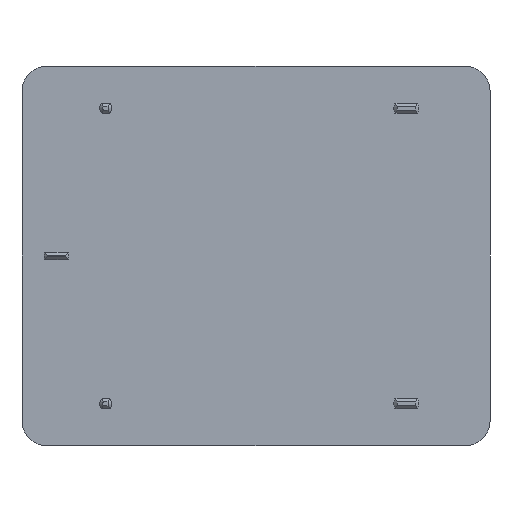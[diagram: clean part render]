
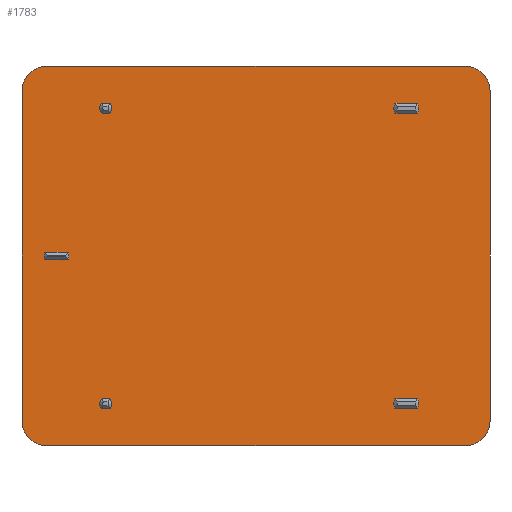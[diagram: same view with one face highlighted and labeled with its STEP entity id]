
A CAD part, front view. The second image highlights one B-rep face of the part: STEP entity #1783.
In plain terms, the highlighted planar face has unit normal (0, -1, 0).
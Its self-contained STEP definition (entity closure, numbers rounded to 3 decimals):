
#206=CARTESIAN_POINT('',(-2.942,0.0,13.9));
#207=VERTEX_POINT('',#206);
#214=CARTESIAN_POINT('',(-3.858,0.0,13.9));
#215=VERTEX_POINT('',#214);
#216=CARTESIAN_POINT('',(-3.858,0.0,13.9));
#217=DIRECTION('',(1.0,0.0,0.0));
#218=VECTOR('',#217,0.917);
#219=LINE('',#216,#218);
#220=EDGE_CURVE('',#215,#207,#219,.T.);
#237=CARTESIAN_POINT('',(-2.942,0.0,13.5));
#238=VERTEX_POINT('',#237);
#245=CARTESIAN_POINT('',(-3.4,0.0,13.7));
#246=DIRECTION('',(0.0,1.0,0.0));
#247=DIRECTION('',(-0.917,0.0,0.4));
#248=AXIS2_PLACEMENT_3D('',#245,#246,#247);
#249=CIRCLE('',#248,0.5);
#250=EDGE_CURVE('',#207,#238,#249,.T.);
#406=CARTESIAN_POINT('',(-2.942,0.0,1.9));
#407=VERTEX_POINT('',#406);
#414=CARTESIAN_POINT('',(-3.858,0.0,1.9));
#415=VERTEX_POINT('',#414);
#416=CARTESIAN_POINT('',(-3.858,0.0,1.9));
#417=DIRECTION('',(1.0,0.0,0.0));
#418=VECTOR('',#417,0.917);
#419=LINE('',#416,#418);
#420=EDGE_CURVE('',#415,#407,#419,.T.);
#437=CARTESIAN_POINT('',(-2.942,0.0,1.5));
#438=VERTEX_POINT('',#437);
#445=CARTESIAN_POINT('',(-3.4,0.0,1.7));
#446=DIRECTION('',(0.0,1.0,0.0));
#447=DIRECTION('',(-0.917,0.0,0.4));
#448=AXIS2_PLACEMENT_3D('',#445,#446,#447);
#449=CIRCLE('',#448,0.5);
#450=EDGE_CURVE('',#407,#438,#449,.T.);
#618=CARTESIAN_POINT('',(-15.75,0.0,1.5));
#619=VERTEX_POINT('',#618);
#626=CARTESIAN_POINT('',(-15.45,0.0,1.5));
#627=VERTEX_POINT('',#626);
#628=CARTESIAN_POINT('',(-15.45,0.0,1.5));
#629=DIRECTION('',(-1.0,0.0,0.0));
#630=VECTOR('',#629,0.3);
#631=LINE('',#628,#630);
#632=EDGE_CURVE('',#627,#619,#631,.T.);
#649=CARTESIAN_POINT('',(-15.75,0.0,1.9));
#650=VERTEX_POINT('',#649);
#657=CARTESIAN_POINT('',(-15.6,0.0,1.7));
#658=DIRECTION('',(0.0,1.0,0.0));
#659=DIRECTION('',(0.6,0.0,-0.8));
#660=AXIS2_PLACEMENT_3D('',#657,#658,#659);
#661=CIRCLE('',#660,0.25);
#662=EDGE_CURVE('',#619,#650,#661,.T.);
#818=CARTESIAN_POINT('',(-17.123,0.0,7.55));
#819=VERTEX_POINT('',#818);
#826=CARTESIAN_POINT('',(-17.123,0.0,7.85));
#827=VERTEX_POINT('',#826);
#828=CARTESIAN_POINT('',(-17.6,0.0,7.7));
#829=DIRECTION('',(0.0,1.0,0.0));
#830=DIRECTION('',(-0.954,0.0,0.3));
#831=AXIS2_PLACEMENT_3D('',#828,#829,#830);
#832=CIRCLE('',#831,0.5);
#833=EDGE_CURVE('',#827,#819,#832,.T.);
#850=CARTESIAN_POINT('',(-18.077,0.0,7.55));
#851=VERTEX_POINT('',#850);
#858=CARTESIAN_POINT('',(-17.123,0.0,7.55));
#859=DIRECTION('',(-1.0,0.0,0.0));
#860=VECTOR('',#859,0.954);
#861=LINE('',#858,#860);
#862=EDGE_CURVE('',#819,#851,#861,.T.);
#1030=CARTESIAN_POINT('',(-15.45,0.0,13.9));
#1031=VERTEX_POINT('',#1030);
#1038=CARTESIAN_POINT('',(-15.75,0.0,13.9));
#1039=VERTEX_POINT('',#1038);
#1040=CARTESIAN_POINT('',(-15.75,0.0,13.9));
#1041=DIRECTION('',(1.0,0.0,0.0));
#1042=VECTOR('',#1041,0.3);
#1043=LINE('',#1040,#1042);
#1044=EDGE_CURVE('',#1039,#1031,#1043,.T.);
#1061=CARTESIAN_POINT('',(-15.45,0.0,13.5));
#1062=VERTEX_POINT('',#1061);
#1069=CARTESIAN_POINT('',(-15.6,0.0,13.7));
#1070=DIRECTION('',(0.0,1.0,0.0));
#1071=DIRECTION('',(-0.6,0.0,0.8));
#1072=AXIS2_PLACEMENT_3D('',#1069,#1070,#1071);
#1073=CIRCLE('',#1072,0.25);
#1074=EDGE_CURVE('',#1031,#1062,#1073,.T.);
#1132=CARTESIAN_POINT('',(0.0,0.0,1.));
#1133=VERTEX_POINT('',#1132);
#1134=CARTESIAN_POINT('',(-1.0,0.0,0.0));
#1135=VERTEX_POINT('',#1134);
#1136=CARTESIAN_POINT('',(-1.0,0.0,1.0));
#1137=DIRECTION('',(0.0,1.0,0.0));
#1138=DIRECTION('',(0.707,0.0,-0.707));
#1139=AXIS2_PLACEMENT_3D('',#1136,#1137,#1138);
#1140=CIRCLE('',#1139,1.0);
#1141=EDGE_CURVE('',#1133,#1135,#1140,.T.);
#1199=CARTESIAN_POINT('',(-18.0,0.0,0.0));
#1200=VERTEX_POINT('',#1199);
#1201=CARTESIAN_POINT('',(-19.0,0.0,1.0));
#1202=VERTEX_POINT('',#1201);
#1203=CARTESIAN_POINT('',(-18.0,0.0,1.0));
#1204=DIRECTION('',(0.0,1.0,0.0));
#1205=DIRECTION('',(-0.707,0.0,-0.707));
#1206=AXIS2_PLACEMENT_3D('',#1203,#1204,#1205);
#1207=CIRCLE('',#1206,1.0);
#1208=EDGE_CURVE('',#1200,#1202,#1207,.T.);
#1266=CARTESIAN_POINT('',(-1.,0.0,15.4));
#1267=VERTEX_POINT('',#1266);
#1268=CARTESIAN_POINT('',(0.0,0.0,14.4));
#1269=VERTEX_POINT('',#1268);
#1270=CARTESIAN_POINT('',(-1.0,0.0,14.4));
#1271=DIRECTION('',(0.0,1.0,0.0));
#1272=DIRECTION('',(0.707,0.0,0.707));
#1273=AXIS2_PLACEMENT_3D('',#1270,#1271,#1272);
#1274=CIRCLE('',#1273,1.0);
#1275=EDGE_CURVE('',#1267,#1269,#1274,.T.);
#1355=CARTESIAN_POINT('',(-19.0,0.0,14.4));
#1356=VERTEX_POINT('',#1355);
#1357=CARTESIAN_POINT('',(-18.0,0.0,15.4));
#1358=VERTEX_POINT('',#1357);
#1359=CARTESIAN_POINT('',(-18.0,0.0,14.4));
#1360=DIRECTION('',(0.0,1.0,0.0));
#1361=DIRECTION('',(-0.707,0.0,0.707));
#1362=AXIS2_PLACEMENT_3D('',#1359,#1360,#1361);
#1363=CIRCLE('',#1362,1.0);
#1364=EDGE_CURVE('',#1356,#1358,#1363,.T.);
#1456=CARTESIAN_POINT('',(0.0,0.0,14.4));
#1457=DIRECTION('',(0.0,0.0,-1.0));
#1458=VECTOR('',#1457,13.4);
#1459=LINE('',#1456,#1458);
#1460=EDGE_CURVE('',#1269,#1133,#1459,.T.);
#1473=CARTESIAN_POINT('',(-18.0,0.0,15.4));
#1474=DIRECTION('',(1.0,0.0,0.0));
#1475=VECTOR('',#1474,17.);
#1476=LINE('',#1473,#1475);
#1477=EDGE_CURVE('',#1358,#1267,#1476,.T.);
#1500=CARTESIAN_POINT('',(-3.858,0.0,13.5));
#1501=VERTEX_POINT('',#1500);
#1508=CARTESIAN_POINT('',(-2.942,0.0,13.5));
#1509=DIRECTION('',(-1.0,0.0,0.0));
#1510=VECTOR('',#1509,0.917);
#1511=LINE('',#1508,#1510);
#1512=EDGE_CURVE('',#238,#1501,#1511,.T.);
#1525=CARTESIAN_POINT('',(-3.4,0.0,13.7));
#1526=DIRECTION('',(0.0,1.0,0.0));
#1527=DIRECTION('',(0.917,0.0,-0.4));
#1528=AXIS2_PLACEMENT_3D('',#1525,#1526,#1527);
#1529=CIRCLE('',#1528,0.5);
#1530=EDGE_CURVE('',#1501,#215,#1529,.T.);
#1542=CARTESIAN_POINT('',(-15.75,0.0,13.5));
#1543=VERTEX_POINT('',#1542);
#1550=CARTESIAN_POINT('',(-15.45,0.0,13.5));
#1551=DIRECTION('',(-1.0,0.0,0.0));
#1552=VECTOR('',#1551,0.3);
#1553=LINE('',#1550,#1552);
#1554=EDGE_CURVE('',#1062,#1543,#1553,.T.);
#1567=CARTESIAN_POINT('',(-15.6,0.0,13.7));
#1568=DIRECTION('',(0.0,1.0,0.0));
#1569=DIRECTION('',(0.6,0.0,-0.8));
#1570=AXIS2_PLACEMENT_3D('',#1567,#1568,#1569);
#1571=CIRCLE('',#1570,0.25);
#1572=EDGE_CURVE('',#1543,#1039,#1571,.T.);
#1585=CARTESIAN_POINT('',(-15.45,0.0,1.9));
#1586=VERTEX_POINT('',#1585);
#1587=CARTESIAN_POINT('',(-15.6,0.0,1.7));
#1588=DIRECTION('',(0.0,1.0,0.0));
#1589=DIRECTION('',(-0.6,0.0,0.8));
#1590=AXIS2_PLACEMENT_3D('',#1587,#1588,#1589);
#1591=CIRCLE('',#1590,0.25);
#1592=EDGE_CURVE('',#1586,#627,#1591,.T.);
#1610=CARTESIAN_POINT('',(-15.75,0.0,1.9));
#1611=DIRECTION('',(1.0,0.0,0.0));
#1612=VECTOR('',#1611,0.3);
#1613=LINE('',#1610,#1612);
#1614=EDGE_CURVE('',#650,#1586,#1613,.T.);
#1626=CARTESIAN_POINT('',(-18.077,0.0,7.85));
#1627=VERTEX_POINT('',#1626);
#1634=CARTESIAN_POINT('',(-17.6,0.0,7.7));
#1635=DIRECTION('',(0.0,1.0,0.0));
#1636=DIRECTION('',(0.954,0.0,-0.3));
#1637=AXIS2_PLACEMENT_3D('',#1634,#1635,#1636);
#1638=CIRCLE('',#1637,0.5);
#1639=EDGE_CURVE('',#851,#1627,#1638,.T.);
#1652=CARTESIAN_POINT('',(-18.077,0.0,7.85));
#1653=DIRECTION('',(1.0,0.0,0.0));
#1654=VECTOR('',#1653,0.954);
#1655=LINE('',#1652,#1654);
#1656=EDGE_CURVE('',#1627,#827,#1655,.T.);
#1668=CARTESIAN_POINT('',(-3.858,0.0,1.5));
#1669=VERTEX_POINT('',#1668);
#1676=CARTESIAN_POINT('',(-2.942,0.0,1.5));
#1677=DIRECTION('',(-1.0,0.0,0.0));
#1678=VECTOR('',#1677,0.917);
#1679=LINE('',#1676,#1678);
#1680=EDGE_CURVE('',#438,#1669,#1679,.T.);
#1693=CARTESIAN_POINT('',(-3.4,0.0,1.7));
#1694=DIRECTION('',(0.0,1.0,0.0));
#1695=DIRECTION('',(0.917,0.0,-0.4));
#1696=AXIS2_PLACEMENT_3D('',#1693,#1694,#1695);
#1697=CIRCLE('',#1696,0.5);
#1698=EDGE_CURVE('',#1669,#415,#1697,.T.);
#1710=CARTESIAN_POINT('',(-19.0,0.0,1.0));
#1711=DIRECTION('',(0.0,0.0,1.0));
#1712=VECTOR('',#1711,13.4);
#1713=LINE('',#1710,#1712);
#1714=EDGE_CURVE('',#1202,#1356,#1713,.T.);
#1727=CARTESIAN_POINT('',(-1.0,0.0,0.0));
#1728=DIRECTION('',(-1.0,0.0,0.0));
#1729=VECTOR('',#1728,17.0);
#1730=LINE('',#1727,#1729);
#1731=EDGE_CURVE('',#1135,#1200,#1730,.T.);
#1738=CARTESIAN_POINT('',(-9.5,0.0,7.7));
#1739=DIRECTION('',(0.0,1.0,0.0));
#1740=DIRECTION('',(0.0,0.0,1.0));
#1741=AXIS2_PLACEMENT_3D('',#1738,#1739,#1740);
#1742=PLANE('',#1741);
#1743=ORIENTED_EDGE('',*,*,#1141,.F.);
#1744=ORIENTED_EDGE('',*,*,#1460,.F.);
#1745=ORIENTED_EDGE('',*,*,#1275,.F.);
#1746=ORIENTED_EDGE('',*,*,#1477,.F.);
#1747=ORIENTED_EDGE('',*,*,#1364,.F.);
#1748=ORIENTED_EDGE('',*,*,#1714,.F.);
#1749=ORIENTED_EDGE('',*,*,#1208,.F.);
#1750=ORIENTED_EDGE('',*,*,#1731,.F.);
#1751=EDGE_LOOP('',(#1743,#1744,#1745,#1746,#1747,#1748,#1749,#1750));
#1752=FACE_OUTER_BOUND('',#1751,.T.);
#1753=ORIENTED_EDGE('',*,*,#250,.T.);
#1754=ORIENTED_EDGE('',*,*,#1512,.T.);
#1755=ORIENTED_EDGE('',*,*,#1530,.T.);
#1756=ORIENTED_EDGE('',*,*,#220,.T.);
#1757=EDGE_LOOP('',(#1753,#1754,#1755,#1756));
#1758=FACE_BOUND('',#1757,.T.);
#1759=ORIENTED_EDGE('',*,*,#1074,.T.);
#1760=ORIENTED_EDGE('',*,*,#1554,.T.);
#1761=ORIENTED_EDGE('',*,*,#1572,.T.);
#1762=ORIENTED_EDGE('',*,*,#1044,.T.);
#1763=EDGE_LOOP('',(#1759,#1760,#1761,#1762));
#1764=FACE_BOUND('',#1763,.T.);
#1765=ORIENTED_EDGE('',*,*,#1592,.T.);
#1766=ORIENTED_EDGE('',*,*,#632,.T.);
#1767=ORIENTED_EDGE('',*,*,#662,.T.);
#1768=ORIENTED_EDGE('',*,*,#1614,.T.);
#1769=EDGE_LOOP('',(#1765,#1766,#1767,#1768));
#1770=FACE_BOUND('',#1769,.T.);
#1771=ORIENTED_EDGE('',*,*,#833,.T.);
#1772=ORIENTED_EDGE('',*,*,#862,.T.);
#1773=ORIENTED_EDGE('',*,*,#1639,.T.);
#1774=ORIENTED_EDGE('',*,*,#1656,.T.);
#1775=EDGE_LOOP('',(#1771,#1772,#1773,#1774));
#1776=FACE_BOUND('',#1775,.T.);
#1777=ORIENTED_EDGE('',*,*,#450,.T.);
#1778=ORIENTED_EDGE('',*,*,#1680,.T.);
#1779=ORIENTED_EDGE('',*,*,#1698,.T.);
#1780=ORIENTED_EDGE('',*,*,#420,.T.);
#1781=EDGE_LOOP('',(#1777,#1778,#1779,#1780));
#1782=FACE_BOUND('',#1781,.T.);
#1783=ADVANCED_FACE('',(#1752,#1758,#1764,#1770,#1776,#1782),#1742,.F.);
